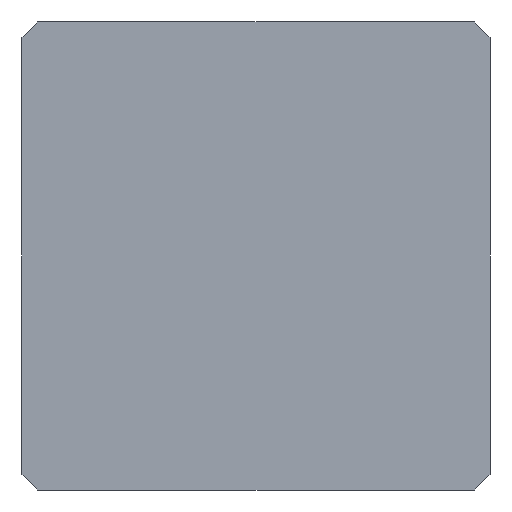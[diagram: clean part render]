
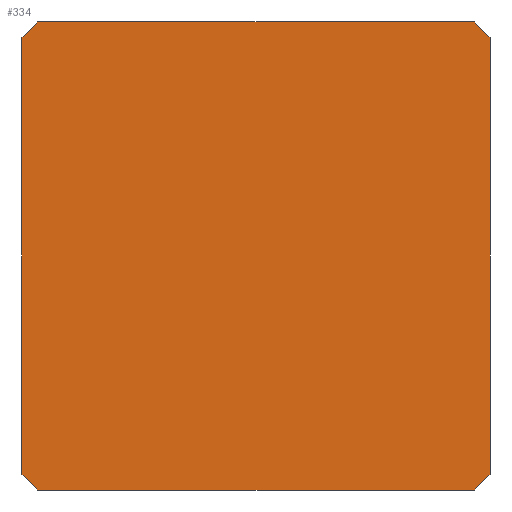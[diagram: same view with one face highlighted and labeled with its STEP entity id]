
A CAD part, front view. The second image highlights one B-rep face of the part: STEP entity #334.
In plain terms, the highlighted planar face has unit normal (0, -1, 0).
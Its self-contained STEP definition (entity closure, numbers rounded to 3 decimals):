
#16 = CARTESIAN_POINT ( 'NONE',  ( -150., 0., 140. ) ) ;
#27 = CARTESIAN_POINT ( 'NONE',  ( 0., 0., 0. ) ) ;
#38 = CARTESIAN_POINT ( 'NONE',  ( 140., 0., -150. ) ) ;
#54 = VECTOR ( 'NONE', #863, 1000. ) ;
#57 = ORIENTED_EDGE ( 'NONE', *, *, #470, .T. ) ;
#77 = CARTESIAN_POINT ( 'NONE',  ( 150., 0., 140. ) ) ;
#83 = ORIENTED_EDGE ( 'NONE', *, *, #128, .T. ) ;
#87 = CARTESIAN_POINT ( 'NONE',  ( -140., 0., 150. ) ) ;
#99 = CARTESIAN_POINT ( 'NONE',  ( -150., 0., 150. ) ) ;
#127 = ORIENTED_EDGE ( 'NONE', *, *, #815, .T. ) ;
#128 = EDGE_CURVE ( 'NONE', #639, #251, #692, .T. ) ;
#162 = DIRECTION ( 'NONE',  ( 1., 0., 0. ) ) ;
#163 = PLANE ( 'NONE',  #804 ) ;
#171 = CARTESIAN_POINT ( 'NONE',  ( -140., 0., 150. ) ) ;
#182 = ORIENTED_EDGE ( 'NONE', *, *, #246, .F. ) ;
#186 = VECTOR ( 'NONE', #651, 1000. ) ;
#195 = ORIENTED_EDGE ( 'NONE', *, *, #332, .F. ) ;
#201 = VECTOR ( 'NONE', #843, 1000. ) ;
#220 = CARTESIAN_POINT ( 'NONE',  ( -150., 0., -140. ) ) ;
#246 = EDGE_CURVE ( 'NONE', #636, #338, #336, .T. ) ;
#251 = VERTEX_POINT ( 'NONE', #367 ) ;
#267 = CARTESIAN_POINT ( 'NONE',  ( -150., 0., -150. ) ) ;
#271 = VERTEX_POINT ( 'NONE', #588 ) ;
#272 = VERTEX_POINT ( 'NONE', #663 ) ;
#332 = EDGE_CURVE ( 'NONE', #272, #522, #445, .T. ) ;
#334 = ADVANCED_FACE ( 'NONE', ( #561 ), #163, .F. ) ;
#336 = LINE ( 'NONE', #99, #373 ) ;
#338 = VERTEX_POINT ( 'NONE', #442 ) ;
#339 = DIRECTION ( 'NONE',  ( -0.707, 0., 0.707 ) ) ;
#367 = CARTESIAN_POINT ( 'NONE',  ( -140., 0., -150. ) ) ;
#373 = VECTOR ( 'NONE', #162, 1000. ) ;
#381 = EDGE_CURVE ( 'NONE', #271, #251, #726, .T. ) ;
#391 = LINE ( 'NONE', #87, #201 ) ;
#413 = VECTOR ( 'NONE', #728, 1000. ) ;
#442 = CARTESIAN_POINT ( 'NONE',  ( 140., 0., 150. ) ) ;
#445 = LINE ( 'NONE', #720, #54 ) ;
#448 = ORIENTED_EDGE ( 'NONE', *, *, #381, .F. ) ;
#470 = EDGE_CURVE ( 'NONE', #636, #543, #391, .T. ) ;
#481 = DIRECTION ( 'NONE',  ( 0., 0., 1. ) ) ;
#484 = VECTOR ( 'NONE', #339, 1000. ) ;
#501 = CARTESIAN_POINT ( 'NONE',  ( 150., 0., -140. ) ) ;
#522 = VERTEX_POINT ( 'NONE', #501 ) ;
#536 = VECTOR ( 'NONE', #481, 1000. ) ;
#541 = ORIENTED_EDGE ( 'NONE', *, *, #894, .F. ) ;
#543 = VERTEX_POINT ( 'NONE', #16 ) ;
#561 = FACE_OUTER_BOUND ( 'NONE', #807, .T. ) ;
#567 = ORIENTED_EDGE ( 'NONE', *, *, #580, .T. ) ;
#580 = EDGE_CURVE ( 'NONE', #271, #522, #889, .T. ) ;
#588 = CARTESIAN_POINT ( 'NONE',  ( 140., 0., -150. ) ) ;
#636 = VERTEX_POINT ( 'NONE', #171 ) ;
#639 = VERTEX_POINT ( 'NONE', #732 ) ;
#651 = DIRECTION ( 'NONE',  ( -1., 0., 0. ) ) ;
#652 = VECTOR ( 'NONE', #844, 1000. ) ;
#663 = CARTESIAN_POINT ( 'NONE',  ( 150., 0., 140. ) ) ;
#692 = LINE ( 'NONE', #220, #652 ) ;
#720 = CARTESIAN_POINT ( 'NONE',  ( 150., 0., -150. ) ) ;
#726 = LINE ( 'NONE', #731, #186 ) ;
#727 = DIRECTION ( 'NONE',  ( 0., 0., 1. ) ) ;
#728 = DIRECTION ( 'NONE',  ( 0.707, 0., 0.707 ) ) ;
#731 = CARTESIAN_POINT ( 'NONE',  ( -150., 0., -150. ) ) ;
#732 = CARTESIAN_POINT ( 'NONE',  ( -150., 0., -140. ) ) ;
#804 = AXIS2_PLACEMENT_3D ( 'NONE', #27, #856, #727 ) ;
#807 = EDGE_LOOP ( 'NONE', ( #182, #57, #541, #83, #448, #567, #195, #127 ) ) ;
#815 = EDGE_CURVE ( 'NONE', #272, #338, #898, .T. ) ;
#843 = DIRECTION ( 'NONE',  ( -0.707, 0., -0.707 ) ) ;
#844 = DIRECTION ( 'NONE',  ( 0.707, 0., -0.707 ) ) ;
#856 = DIRECTION ( 'NONE',  ( 0., 1., 0. ) ) ;
#863 = DIRECTION ( 'NONE',  ( 0., 0., -1. ) ) ;
#870 = LINE ( 'NONE', #267, #536 ) ;
#889 = LINE ( 'NONE', #38, #413 ) ;
#894 = EDGE_CURVE ( 'NONE', #639, #543, #870, .T. ) ;
#898 = LINE ( 'NONE', #77, #484 ) ;
